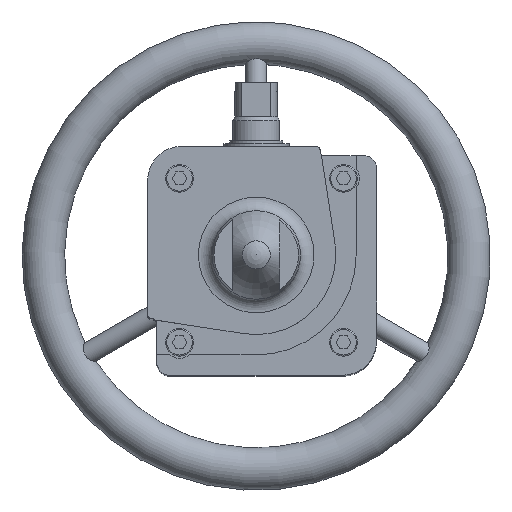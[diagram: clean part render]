
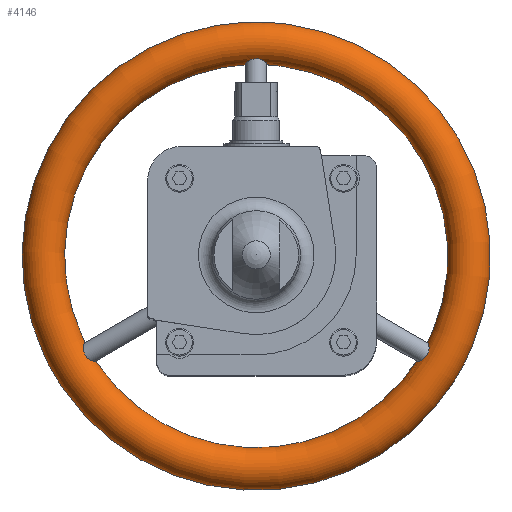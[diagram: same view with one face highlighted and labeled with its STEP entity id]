
A CAD part, top view. The second image highlights one B-rep face of the part: STEP entity #4146.
In plain terms, the highlighted toroidal (fillet/blend) face has major radius 100 mm and minor radius 10 mm.
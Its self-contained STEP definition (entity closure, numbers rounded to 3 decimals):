
#93=TOROIDAL_SURFACE('',#4483,100.,10.);
#107=B_SPLINE_CURVE_WITH_KNOTS('',3,(#6429,#6430,#6431,#6432,#6433,#6434,
#6435,#6436,#6437,#6438,#6439,#6440,#6441,#6442,#6443,#6444,#6445,#6446,
#6447),.UNSPECIFIED.,.T.,.F.,(1,1,1,1,1,1,1,1,1,1,1,1,1,1,1,1,1,1,1,1,1,
1,1),(-0.006,-0.004,-0.002,0.,
0.002,0.004,0.006,0.008,
0.01,0.012,0.014,0.016,
0.018,0.02,0.022,0.024,
0.026,0.028,0.03,0.032,
0.034,0.036,0.038),.UNSPECIFIED.);
#108=B_SPLINE_CURVE_WITH_KNOTS('',3,(#6449,#6450,#6451,#6452,#6453,#6454,
#6455,#6456,#6457,#6458,#6459,#6460,#6461,#6462,#6463,#6464,#6465,#6466,
#6467),.UNSPECIFIED.,.T.,.F.,(1,1,1,1,1,1,1,1,1,1,1,1,1,1,1,1,1,1,1,1,1,
1,1),(-0.006,-0.004,-0.002,0.,
0.002,0.004,0.006,0.008,
0.01,0.012,0.014,0.016,
0.018,0.02,0.022,0.024,
0.026,0.028,0.03,0.032,
0.034,0.036,0.038),.UNSPECIFIED.);
#109=B_SPLINE_CURVE_WITH_KNOTS('',3,(#6469,#6470,#6471,#6472,#6473,#6474,
#6475,#6476,#6477,#6478,#6479,#6480,#6481,#6482,#6483,#6484,#6485,#6486,
#6487),.UNSPECIFIED.,.T.,.F.,(1,1,1,1,1,1,1,1,1,1,1,1,1,1,1,1,1,1,1,1,1,
1,1),(-0.006,-0.004,-0.002,0.,
0.002,0.004,0.006,0.008,
0.01,0.012,0.014,0.016,
0.018,0.02,0.022,0.024,
0.026,0.028,0.03,0.032,
0.034,0.036,0.038),.UNSPECIFIED.);
#1102=ORIENTED_EDGE('',*,*,#2196,.F.);
#1103=ORIENTED_EDGE('',*,*,#2197,.T.);
#1104=ORIENTED_EDGE('',*,*,#2198,.T.);
#2196=EDGE_CURVE('',#2736,#2736,#107,.T.);
#2197=EDGE_CURVE('',#2737,#2737,#108,.T.);
#2198=EDGE_CURVE('',#2738,#2738,#109,.T.);
#2736=VERTEX_POINT('',#6448);
#2737=VERTEX_POINT('',#6468);
#2738=VERTEX_POINT('',#6488);
#3284=EDGE_LOOP('',(#1102));
#3285=EDGE_LOOP('',(#1103));
#3286=EDGE_LOOP('',(#1104));
#3676=FACE_BOUND('',#3284,.T.);
#3677=FACE_BOUND('',#3285,.T.);
#3678=FACE_BOUND('',#3286,.T.);
#4146=ADVANCED_FACE('',(#3676,#3677,#3678),#93,.T.);
#4483=AXIS2_PLACEMENT_3D('',#6428,#5072,#5073);
#5072=DIRECTION('',(0.,0.,-1.));
#5073=DIRECTION('',(-1.,0.,0.));
#6428=CARTESIAN_POINT('',(0.,0.,-208.5));
#6429=CARTESIAN_POINT('',(-4.194,89.874,-209.096));
#6430=CARTESIAN_POINT('',(-2.779,90.152,-210.555));
#6431=CARTESIAN_POINT('',(-0.925,90.426,-211.382));
#6432=CARTESIAN_POINT('',(1.13,90.408,-211.334));
#6433=CARTESIAN_POINT('',(2.949,90.118,-210.429));
#6434=CARTESIAN_POINT('',(4.303,89.858,-208.926));
#6435=CARTESIAN_POINT('',(5.052,89.899,-207.024));
#6436=CARTESIAN_POINT('',(5.009,90.411,-205.034));
#6437=CARTESIAN_POINT('',(4.189,91.272,-203.364));
#6438=CARTESIAN_POINT('',(2.787,92.176,-202.189));
#6439=CARTESIAN_POINT('',(0.941,92.797,-201.564));
#6440=CARTESIAN_POINT('',(-1.12,92.764,-201.594));
#6441=CARTESIAN_POINT('',(-2.939,92.099,-202.276));
#6442=CARTESIAN_POINT('',(-4.292,91.186,-203.499));
#6443=CARTESIAN_POINT('',(-5.047,90.346,-205.206));
#6444=CARTESIAN_POINT('',(-5.014,89.875,-207.215));
#6445=CARTESIAN_POINT('',(-4.194,89.874,-209.096));
#6446=CARTESIAN_POINT('',(-2.779,90.152,-210.555));
#6447=CARTESIAN_POINT('',(-0.925,90.426,-211.382));
#6448=CARTESIAN_POINT('',(-2.706,90.151,-210.45));
#6449=CARTESIAN_POINT('',(75.816,-49.542,-204.985));
#6450=CARTESIAN_POINT('',(75.328,-49.334,-206.986));
#6451=CARTESIAN_POINT('',(75.657,-48.671,-208.896));
#6452=CARTESIAN_POINT('',(76.55,-47.635,-210.405));
#6453=CARTESIAN_POINT('',(77.702,-46.221,-211.32));
#6454=CARTESIAN_POINT('',(78.753,-44.456,-211.393));
#6455=CARTESIAN_POINT('',(79.454,-42.698,-210.577));
#6456=CARTESIAN_POINT('',(79.92,-41.333,-209.138));
#6457=CARTESIAN_POINT('',(80.329,-40.605,-207.272));
#6458=CARTESIAN_POINT('',(80.752,-40.78,-205.268));
#6459=CARTESIAN_POINT('',(81.108,-41.837,-203.539));
#6460=CARTESIAN_POINT('',(81.231,-43.456,-202.303));
#6461=CARTESIAN_POINT('',(80.915,-45.353,-201.607));
#6462=CARTESIAN_POINT('',(79.936,-47.163,-201.554));
#6463=CARTESIAN_POINT('',(78.472,-48.478,-202.165));
#6464=CARTESIAN_POINT('',(76.981,-49.252,-203.332));
#6465=CARTESIAN_POINT('',(75.816,-49.542,-204.985));
#6466=CARTESIAN_POINT('',(75.328,-49.334,-206.986));
#6467=CARTESIAN_POINT('',(75.657,-48.671,-208.896));
#6468=CARTESIAN_POINT('',(75.464,-49.258,-206.971));
#6469=CARTESIAN_POINT('',(-77.548,-46.432,-211.246));
#6470=CARTESIAN_POINT('',(-76.4,-47.805,-210.222));
#6471=CARTESIAN_POINT('',(-75.569,-48.787,-208.647));
#6472=CARTESIAN_POINT('',(-75.346,-49.392,-206.703));
#6473=CARTESIAN_POINT('',(-75.939,-49.532,-204.741));
#6474=CARTESIAN_POINT('',(-77.171,-49.176,-203.144));
#6475=CARTESIAN_POINT('',(-78.675,-48.336,-202.053));
#6476=CARTESIAN_POINT('',(-80.093,-46.959,-201.523));
#6477=CARTESIAN_POINT('',(-80.989,-45.108,-201.661));
#6478=CARTESIAN_POINT('',(-81.234,-43.225,-202.433));
#6479=CARTESIAN_POINT('',(-81.072,-41.664,-203.735));
#6480=CARTESIAN_POINT('',(-80.7,-40.706,-205.508));
#6481=CARTESIAN_POINT('',(-80.277,-40.65,-207.525));
#6482=CARTESIAN_POINT('',(-79.865,-41.481,-209.354));
#6483=CARTESIAN_POINT('',(-79.379,-42.913,-210.724));
#6484=CARTESIAN_POINT('',(-78.64,-44.686,-211.436));
#6485=CARTESIAN_POINT('',(-77.548,-46.432,-211.246));
#6486=CARTESIAN_POINT('',(-76.4,-47.805,-210.222));
#6487=CARTESIAN_POINT('',(-75.569,-48.787,-208.647));
#6488=CARTESIAN_POINT('',(-76.453,-47.74,-210.13));
